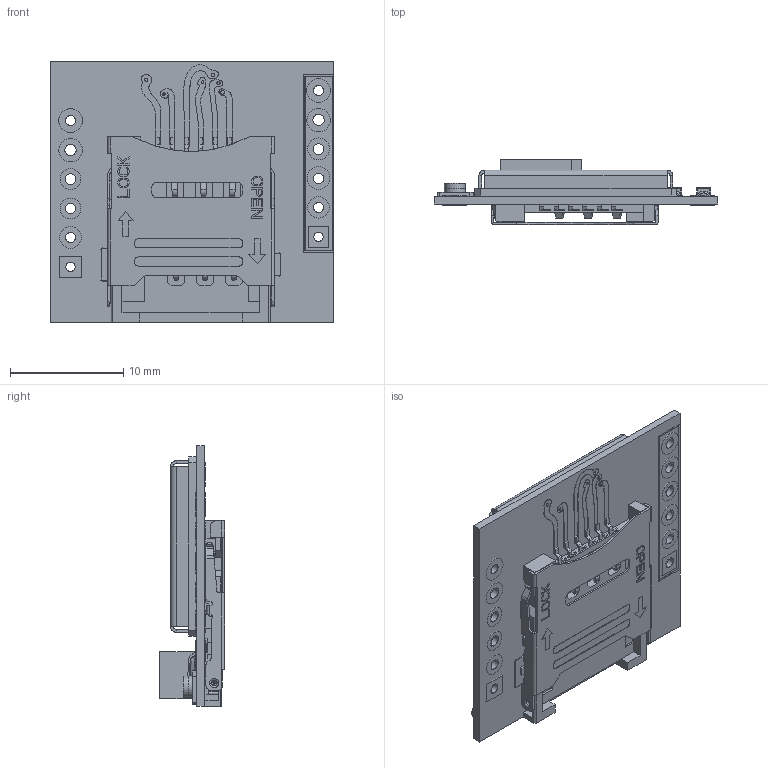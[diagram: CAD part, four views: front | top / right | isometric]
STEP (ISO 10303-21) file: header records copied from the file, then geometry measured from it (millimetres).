
FILE_DESCRIPTION(/* description */ (''),/* implementation_level */ '2;1');
FILE_NAME(/* name */ 'SIM800L v10.step',/* time_stamp */ '2020-08-31T13:54:32+02:00',/* author */ (''),/* organization */ (''),/* preprocessor_version */ 'ST-DEVELOPER v18.1',/* originating_system */ 'Autodesk Translation Framework v9.3.0.1241',/* authorisation */ '');
FILE_SCHEMA (('AUTOMOTIVE_DESIGN { 1 0 10303 214 3 1 1 }'));
Products named in the file (5): SIM800L; PCB; Cage; CH03-HB060-0BR_rev1.0; CH03-HB
Assembly tree (4 placements, depth 3):
  SIM800L
    PCB
    Cage
    CH03-HB060-0BR_rev1.0
      CH03-HB
Bounding box: 25.02 x 5.77 x 23 mm (x, y, z)
Volume: 991.5 mm3; surface area: 4128.5 mm2
Topology: 74 solids, 74 shells, 2040 faces, 5053 edges, 3294 vertices
Faces by surface type: plane 1453, cylinder 369, bspline 145, sphere 47, torus 25, cone 1
Full cylindrical faces by diameter (mm): 0.246 x2, 0.25 x2, 0.281 x3, 0.282 x3, 0.293 x2, 0.332 x2, 0.456 x1, 0.459 x1, 0.6 x3, 0.7 x2, 0.825 x2, 0.884 x2, 0.894 x2, 0.9 x6, 0.908 x2, 0.934 x2, 0.961 x1, 1 x2, 1.008 x1, 1.036 x1, 1.059 x1, 1.081 x1, 1.085 x1, 1.09 x1, 1.11 x1, 1.125 x1, 1.151 x1, 1.166 x1, 1.621 x1, 1.815 x1
Entity records: 66147 total; most frequent: CARTESIAN_POINT 16658, ORIENTED_EDGE 10106, DIRECTION 9385, EDGE_CURVE 5053, LINE 3973, VECTOR 3973, VERTEX_POINT 3294, AXIS2_PLACEMENT_3D 2706
